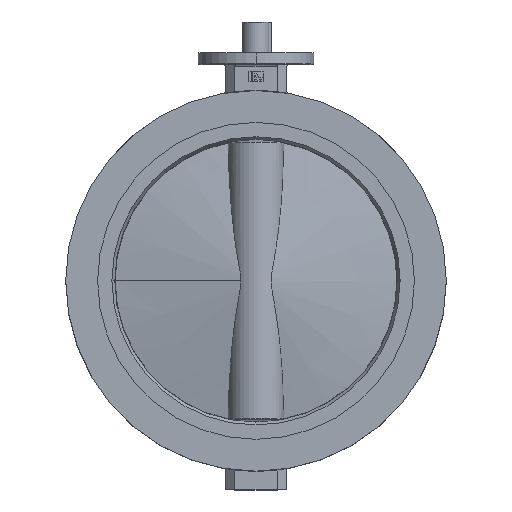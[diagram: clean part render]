
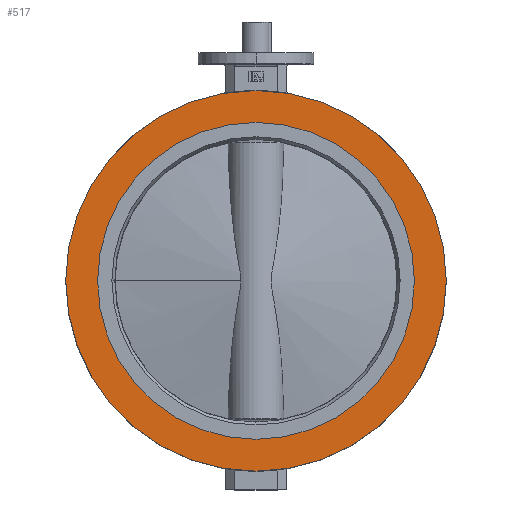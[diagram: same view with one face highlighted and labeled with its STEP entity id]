
A CAD part, top view. The second image highlights one B-rep face of the part: STEP entity #517.
In plain terms, the highlighted planar face has unit normal (0, 0, 1).
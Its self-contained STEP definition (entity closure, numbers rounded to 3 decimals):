
#110 = ORIENTED_EDGE ( 'NONE', *, *, #229, .F. ) ;
#111 = ORIENTED_EDGE ( 'NONE', *, *, #1485, .F. ) ;
#112 = ORIENTED_EDGE ( 'NONE', *, *, #1289, .T. ) ;
#113 = ORIENTED_EDGE ( 'NONE', *, *, #1247, .T. ) ;
#229 = EDGE_CURVE ( 'NONE', #1765, #1764, #1062, .T. ) ;
#517 = ADVANCED_FACE ( 'NONE', ( #3375, #3377 ), #3167, .T. ) ;
#813 = EDGE_LOOP ( 'NONE', ( #112, #113 ) ) ;
#830 = EDGE_LOOP ( 'NONE', ( #110, #111 ) ) ;
#1062 = CIRCLE ( 'NONE', #4238, 410. ) ;
#1247 = EDGE_CURVE ( 'NONE', #1808, #1812, #3396, .T. ) ;
#1289 = EDGE_CURVE ( 'NONE', #1812, #1808, #3459, .T. ) ;
#1485 = EDGE_CURVE ( 'NONE', #1764, #1765, #3685, .T. ) ;
#1764 = VERTEX_POINT ( 'NONE', #4650 ) ;
#1765 = VERTEX_POINT ( 'NONE', #4651 ) ;
#1808 = VERTEX_POINT ( 'NONE', #4694 ) ;
#1812 = VERTEX_POINT ( 'NONE', #4698 ) ;
#2459 = AXIS2_PLACEMENT_3D ( 'NONE', #3166, #3163, #3169 ) ;
#2482 = AXIS2_PLACEMENT_3D ( 'NONE', #3770, #3771, #3772 ) ;
#2488 = AXIS2_PLACEMENT_3D ( 'NONE', #3883, #3884, #3885 ) ;
#2541 = AXIS2_PLACEMENT_3D ( 'NONE', #4533, #4534, #4535 ) ;
#3163 = DIRECTION ( 'NONE',  ( 0., 0., 1. ) ) ;
#3166 = CARTESIAN_POINT ( 'NONE',  ( 0., 0., 85. ) ) ;
#3167 = PLANE ( 'NONE',  #2459 ) ;
#3169 = DIRECTION ( 'NONE',  ( 1., 0., 0. ) ) ;
#3375 = FACE_BOUND ( 'NONE', #830, .T. ) ;
#3377 = FACE_OUTER_BOUND ( 'NONE', #813, .T. ) ;
#3396 = CIRCLE ( 'NONE', #2482, 492.5 ) ;
#3459 = CIRCLE ( 'NONE', #2488, 492.5 ) ;
#3685 = CIRCLE ( 'NONE', #2541, 410. ) ;
#3770 = CARTESIAN_POINT ( 'NONE',  ( 0., 0., 85. ) ) ;
#3771 = DIRECTION ( 'NONE',  ( 0., 0., 1. ) ) ;
#3772 = DIRECTION ( 'NONE',  ( 1., 0., 0. ) ) ;
#3883 = CARTESIAN_POINT ( 'NONE',  ( 0., 0., 85. ) ) ;
#3884 = DIRECTION ( 'NONE',  ( 0., 0., 1. ) ) ;
#3885 = DIRECTION ( 'NONE',  ( 1., 0., 0. ) ) ;
#4238 = AXIS2_PLACEMENT_3D ( 'NONE', #6128, #6127, #6126 ) ;
#4533 = CARTESIAN_POINT ( 'NONE',  ( 0., 0., 85. ) ) ;
#4534 = DIRECTION ( 'NONE',  ( 0., 0., 1. ) ) ;
#4535 = DIRECTION ( 'NONE',  ( 1., 0., 0. ) ) ;
#4650 = CARTESIAN_POINT ( 'NONE',  ( -410., 0., 85. ) ) ;
#4651 = CARTESIAN_POINT ( 'NONE',  ( 410., 0., 85. ) ) ;
#4694 = CARTESIAN_POINT ( 'NONE',  ( 492.5, 0., 85. ) ) ;
#4698 = CARTESIAN_POINT ( 'NONE',  ( -492.5, 0., 85. ) ) ;
#6126 = DIRECTION ( 'NONE',  ( 1., 0., 0. ) ) ;
#6127 = DIRECTION ( 'NONE',  ( 0., 0., 1. ) ) ;
#6128 = CARTESIAN_POINT ( 'NONE',  ( 0., 0., 85. ) ) ;
